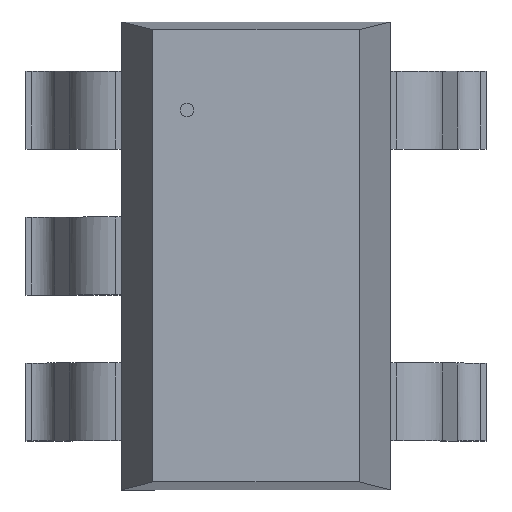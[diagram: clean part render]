
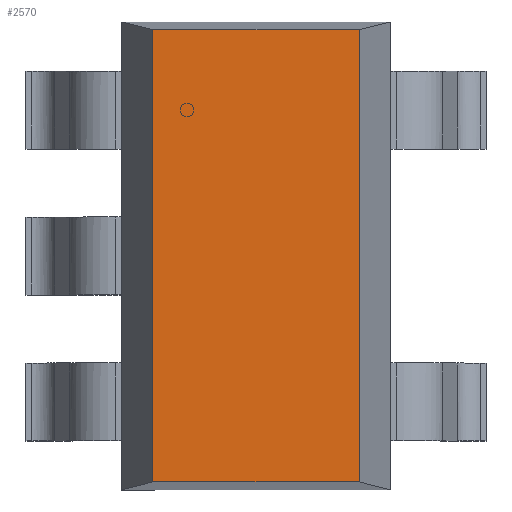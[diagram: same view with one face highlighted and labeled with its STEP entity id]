
A CAD part, top view. The second image highlights one B-rep face of the part: STEP entity #2570.
In plain terms, the highlighted planar face has unit normal (0, 0, 1).
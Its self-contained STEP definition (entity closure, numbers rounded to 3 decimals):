
#33 = CARTESIAN_POINT ( 'NONE',  ( 0.673, 1.473, 1.448 ) ) ;
#68 = ORIENTED_EDGE ( 'NONE', *, *, #2145, .T. ) ;
#162 = EDGE_CURVE ( 'NONE', #1312, #779, #1002, .T. ) ;
#217 = CARTESIAN_POINT ( 'NONE',  ( 0.673, -1.473, 1.448 ) ) ;
#238 = CARTESIAN_POINT ( 'NONE',  ( 0.673, 1.473, 1.448 ) ) ;
#239 = ORIENTED_EDGE ( 'NONE', *, *, #1482, .F. ) ;
#294 = EDGE_LOOP ( 'NONE', ( #68, #239, #580, #843 ) ) ;
#357 = DIRECTION ( 'NONE',  ( 1., 0., 0. ) ) ;
#447 = CARTESIAN_POINT ( 'NONE',  ( 0.673, -0.491, 1.448 ) ) ;
#511 = CARTESIAN_POINT ( 'NONE',  ( 0.673, 1.473, 1.448 ) ) ;
#580 = ORIENTED_EDGE ( 'NONE', *, *, #2695, .T. ) ;
#717 = VERTEX_POINT ( 'NONE', #2567 ) ;
#718 = CARTESIAN_POINT ( 'NONE',  ( 0.673, 0.491, 1.448 ) ) ;
#722 = CARTESIAN_POINT ( 'NONE',  ( -0.673, 1.473, 1.448 ) ) ;
#779 = VERTEX_POINT ( 'NONE', #1910 ) ;
#837 = CARTESIAN_POINT ( 'NONE',  ( -0.673, -1.473, 1.448 ) ) ;
#843 = ORIENTED_EDGE ( 'NONE', *, *, #162, .F. ) ;
#873 = B_SPLINE_CURVE_WITH_KNOTS ( 'NONE', 3,
 ( #837, #1259, #1468, #217 ),
 .UNSPECIFIED., .F., .F.,
 ( 4, 4 ),
 ( 0., 1. ),
 .UNSPECIFIED. ) ;
#1002 = B_SPLINE_CURVE_WITH_KNOTS ( 'NONE', 3,
 ( #238, #718, #447, #1511 ),
 .UNSPECIFIED., .F., .F.,
 ( 4, 4 ),
 ( 0., 1. ),
 .UNSPECIFIED. ) ;
#1028 = CARTESIAN_POINT ( 'NONE',  ( -0.673, 1.473, 1.448 ) ) ;
#1128 = CARTESIAN_POINT ( 'NONE',  ( 0.224, 1.473, 1.448 ) ) ;
#1259 = CARTESIAN_POINT ( 'NONE',  ( -0.224, -1.473, 1.448 ) ) ;
#1312 = VERTEX_POINT ( 'NONE', #33 ) ;
#1414 = CARTESIAN_POINT ( 'NONE',  ( -0.673, -1.473, 1.448 ) ) ;
#1418 = B_SPLINE_CURVE_WITH_KNOTS ( 'NONE', 3,
 ( #1673, #1882, #1891, #2321 ),
 .UNSPECIFIED., .F., .F.,
 ( 4, 4 ),
 ( 0., 1. ),
 .UNSPECIFIED. ) ;
#1468 = CARTESIAN_POINT ( 'NONE',  ( 0.224, -1.473, 1.448 ) ) ;
#1482 = EDGE_CURVE ( 'NONE', #717, #2440, #1418, .T. ) ;
#1511 = CARTESIAN_POINT ( 'NONE',  ( 0.673, -1.473, 1.448 ) ) ;
#1553 = FACE_OUTER_BOUND ( 'NONE', #294, .T. ) ;
#1628 = DIRECTION ( 'NONE',  ( 0., 0., 1. ) ) ;
#1673 = CARTESIAN_POINT ( 'NONE',  ( -0.673, -1.473, 1.448 ) ) ;
#1682 = AXIS2_PLACEMENT_3D ( 'NONE', #1414, #1628, #357 ) ;
#1882 = CARTESIAN_POINT ( 'NONE',  ( -0.673, -0.491, 1.448 ) ) ;
#1891 = CARTESIAN_POINT ( 'NONE',  ( -0.673, 0.491, 1.448 ) ) ;
#1910 = CARTESIAN_POINT ( 'NONE',  ( 0.673, -1.473, 1.448 ) ) ;
#2069 = B_SPLINE_CURVE_WITH_KNOTS ( 'NONE', 3,
 ( #511, #1128, #2298, #1028 ),
 .UNSPECIFIED., .F., .F.,
 ( 4, 4 ),
 ( 0., 1. ),
 .UNSPECIFIED. ) ;
#2145 = EDGE_CURVE ( 'NONE', #1312, #2440, #2069, .T. ) ;
#2298 = CARTESIAN_POINT ( 'NONE',  ( -0.224, 1.473, 1.448 ) ) ;
#2321 = CARTESIAN_POINT ( 'NONE',  ( -0.673, 1.473, 1.448 ) ) ;
#2440 = VERTEX_POINT ( 'NONE', #722 ) ;
#2567 = CARTESIAN_POINT ( 'NONE',  ( -0.673, -1.473, 1.448 ) ) ;
#2570 = ADVANCED_FACE ( 'NONE', ( #1553 ), #2689, .T. ) ;
#2689 = PLANE ( 'NONE',  #1682 ) ;
#2695 = EDGE_CURVE ( 'NONE', #717, #779, #873, .T. ) ;
